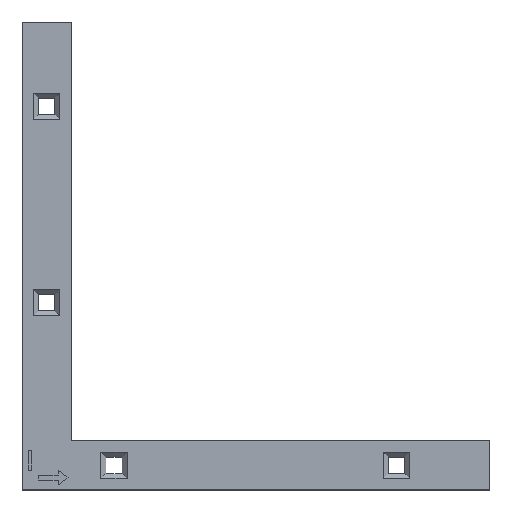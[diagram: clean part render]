
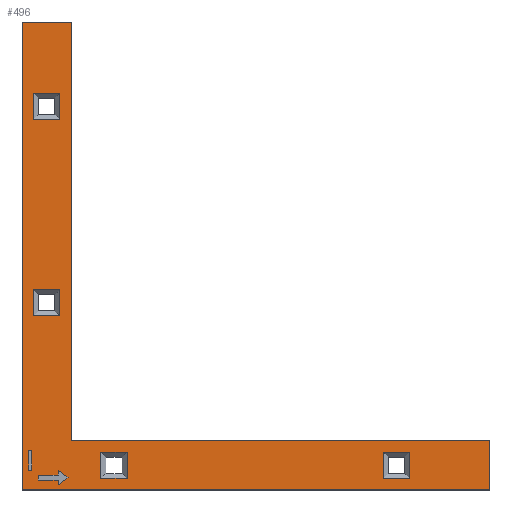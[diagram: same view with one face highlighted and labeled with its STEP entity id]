
A CAD part, top view. The second image highlights one B-rep face of the part: STEP entity #496.
In plain terms, the highlighted planar face has unit normal (0, 0, 1).
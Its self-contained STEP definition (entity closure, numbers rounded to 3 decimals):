
#58 = VERTEX_POINT('',#59);
#59 = CARTESIAN_POINT('',(0.,0.,15.));
#65 = EDGE_CURVE('',#58,#66,#68,.T.);
#66 = VERTEX_POINT('',#67);
#67 = CARTESIAN_POINT('',(0.,142.5,15.));
#68 = LINE('',#69,#70);
#69 = CARTESIAN_POINT('',(0.,0.,15.));
#70 = VECTOR('',#71,1.);
#71 = DIRECTION('',(0.,1.,0.));
#262 = VERTEX_POINT('',#263);
#263 = CARTESIAN_POINT('',(142.5,0.,15.));
#269 = EDGE_CURVE('',#262,#58,#270,.T.);
#270 = LINE('',#271,#272);
#271 = CARTESIAN_POINT('',(142.5,0.,15.));
#272 = VECTOR('',#273,1.);
#273 = DIRECTION('',(-1.,0.,0.));
#496 = ADVANCED_FACE('',(#497,#531,#565,#599,#657,#691,#725),#759,.F.);
#497 = FACE_BOUND('',#498,.F.);
#498 = EDGE_LOOP('',(#499,#500,#508,#516,#524,#530));
#499 = ORIENTED_EDGE('',*,*,#65,.T.);
#500 = ORIENTED_EDGE('',*,*,#501,.T.);
#501 = EDGE_CURVE('',#66,#502,#504,.T.);
#502 = VERTEX_POINT('',#503);
#503 = CARTESIAN_POINT('',(15.,142.5,15.));
#504 = LINE('',#505,#506);
#505 = CARTESIAN_POINT('',(0.,142.5,15.));
#506 = VECTOR('',#507,1.);
#507 = DIRECTION('',(1.,0.,0.));
#508 = ORIENTED_EDGE('',*,*,#509,.T.);
#509 = EDGE_CURVE('',#502,#510,#512,.T.);
#510 = VERTEX_POINT('',#511);
#511 = CARTESIAN_POINT('',(15.,15.,15.));
#512 = LINE('',#513,#514);
#513 = CARTESIAN_POINT('',(15.,142.5,15.));
#514 = VECTOR('',#515,1.);
#515 = DIRECTION('',(0.,-1.,0.));
#516 = ORIENTED_EDGE('',*,*,#517,.T.);
#517 = EDGE_CURVE('',#510,#518,#520,.T.);
#518 = VERTEX_POINT('',#519);
#519 = CARTESIAN_POINT('',(142.5,15.,15.));
#520 = LINE('',#521,#522);
#521 = CARTESIAN_POINT('',(15.,15.,15.));
#522 = VECTOR('',#523,1.);
#523 = DIRECTION('',(1.,0.,0.));
#524 = ORIENTED_EDGE('',*,*,#525,.F.);
#525 = EDGE_CURVE('',#262,#518,#526,.T.);
#526 = LINE('',#527,#528);
#527 = CARTESIAN_POINT('',(142.5,0.,15.));
#528 = VECTOR('',#529,1.);
#529 = DIRECTION('',(0.,1.,0.));
#530 = ORIENTED_EDGE('',*,*,#269,.T.);
#531 = FACE_BOUND('',#532,.F.);
#532 = EDGE_LOOP('',(#533,#543,#551,#559));
#533 = ORIENTED_EDGE('',*,*,#534,.F.);
#534 = EDGE_CURVE('',#535,#537,#539,.T.);
#535 = VERTEX_POINT('',#536);
#536 = CARTESIAN_POINT('',(118.,11.5,15.));
#537 = VERTEX_POINT('',#538);
#538 = CARTESIAN_POINT('',(118.,3.5,15.));
#539 = LINE('',#540,#541);
#540 = CARTESIAN_POINT('',(118.,10.,15.));
#541 = VECTOR('',#542,1.);
#542 = DIRECTION('',(0.,-1.,0.));
#543 = ORIENTED_EDGE('',*,*,#544,.F.);
#544 = EDGE_CURVE('',#545,#535,#547,.T.);
#545 = VERTEX_POINT('',#546);
#546 = CARTESIAN_POINT('',(110.,11.5,15.));
#547 = LINE('',#548,#549);
#548 = CARTESIAN_POINT('',(111.5,11.5,15.));
#549 = VECTOR('',#550,1.);
#550 = DIRECTION('',(1.,0.,0.));
#551 = ORIENTED_EDGE('',*,*,#552,.F.);
#552 = EDGE_CURVE('',#553,#545,#555,.T.);
#553 = VERTEX_POINT('',#554);
#554 = CARTESIAN_POINT('',(110.,3.5,15.));
#555 = LINE('',#556,#557);
#556 = CARTESIAN_POINT('',(110.,5.,15.));
#557 = VECTOR('',#558,1.);
#558 = DIRECTION('',(0.,1.,0.));
#559 = ORIENTED_EDGE('',*,*,#560,.F.);
#560 = EDGE_CURVE('',#537,#553,#561,.T.);
#561 = LINE('',#562,#563);
#562 = CARTESIAN_POINT('',(116.5,3.5,15.));
#563 = VECTOR('',#564,1.);
#564 = DIRECTION('',(-1.,0.,0.));
#565 = FACE_BOUND('',#566,.F.);
#566 = EDGE_LOOP('',(#567,#577,#585,#593));
#567 = ORIENTED_EDGE('',*,*,#568,.T.);
#568 = EDGE_CURVE('',#569,#571,#573,.T.);
#569 = VERTEX_POINT('',#570);
#570 = CARTESIAN_POINT('',(32.,11.5,15.));
#571 = VERTEX_POINT('',#572);
#572 = CARTESIAN_POINT('',(24.,11.5,15.));
#573 = LINE('',#574,#575);
#574 = CARTESIAN_POINT('',(30.5,11.5,15.));
#575 = VECTOR('',#576,1.);
#576 = DIRECTION('',(-1.,0.,0.));
#577 = ORIENTED_EDGE('',*,*,#578,.T.);
#578 = EDGE_CURVE('',#571,#579,#581,.T.);
#579 = VERTEX_POINT('',#580);
#580 = CARTESIAN_POINT('',(24.,3.5,15.));
#581 = LINE('',#582,#583);
#582 = CARTESIAN_POINT('',(24.,10.,15.));
#583 = VECTOR('',#584,1.);
#584 = DIRECTION('',(0.,-1.,0.));
#585 = ORIENTED_EDGE('',*,*,#586,.T.);
#586 = EDGE_CURVE('',#579,#587,#589,.T.);
#587 = VERTEX_POINT('',#588);
#588 = CARTESIAN_POINT('',(32.,3.5,15.));
#589 = LINE('',#590,#591);
#590 = CARTESIAN_POINT('',(25.5,3.5,15.));
#591 = VECTOR('',#592,1.);
#592 = DIRECTION('',(1.,0.,0.));
#593 = ORIENTED_EDGE('',*,*,#594,.T.);
#594 = EDGE_CURVE('',#587,#569,#595,.T.);
#595 = LINE('',#596,#597);
#596 = CARTESIAN_POINT('',(32.,5.,15.));
#597 = VECTOR('',#598,1.);
#598 = DIRECTION('',(0.,1.,0.));
#599 = FACE_BOUND('',#600,.F.);
#600 = EDGE_LOOP('',(#601,#611,#619,#627,#635,#643,#651));
#601 = ORIENTED_EDGE('',*,*,#602,.F.);
#602 = EDGE_CURVE('',#603,#605,#607,.T.);
#603 = VERTEX_POINT('',#604);
#604 = CARTESIAN_POINT('',(5.,4.5,15.));
#605 = VERTEX_POINT('',#606);
#606 = CARTESIAN_POINT('',(11.,4.5,15.));
#607 = LINE('',#608,#609);
#608 = CARTESIAN_POINT('',(5.,4.5,15.));
#609 = VECTOR('',#610,1.);
#610 = DIRECTION('',(1.,0.,0.));
#611 = ORIENTED_EDGE('',*,*,#612,.F.);
#612 = EDGE_CURVE('',#613,#603,#615,.T.);
#613 = VERTEX_POINT('',#614);
#614 = CARTESIAN_POINT('',(5.,3.,15.));
#615 = LINE('',#616,#617);
#616 = CARTESIAN_POINT('',(5.,3.,15.));
#617 = VECTOR('',#618,1.);
#618 = DIRECTION('',(0.,1.,0.));
#619 = ORIENTED_EDGE('',*,*,#620,.F.);
#620 = EDGE_CURVE('',#621,#613,#623,.T.);
#621 = VERTEX_POINT('',#622);
#622 = CARTESIAN_POINT('',(11.,3.,15.));
#623 = LINE('',#624,#625);
#624 = CARTESIAN_POINT('',(11.,3.,15.));
#625 = VECTOR('',#626,1.);
#626 = DIRECTION('',(-1.,0.,0.));
#627 = ORIENTED_EDGE('',*,*,#628,.F.);
#628 = EDGE_CURVE('',#629,#621,#631,.T.);
#629 = VERTEX_POINT('',#630);
#630 = CARTESIAN_POINT('',(11.,1.5,15.));
#631 = LINE('',#632,#633);
#632 = CARTESIAN_POINT('',(11.,1.5,15.));
#633 = VECTOR('',#634,1.);
#634 = DIRECTION('',(0.,1.,0.));
#635 = ORIENTED_EDGE('',*,*,#636,.F.);
#636 = EDGE_CURVE('',#637,#629,#639,.T.);
#637 = VERTEX_POINT('',#638);
#638 = CARTESIAN_POINT('',(14.,3.75,15.));
#639 = LINE('',#640,#641);
#640 = CARTESIAN_POINT('',(14.,3.75,15.));
#641 = VECTOR('',#642,1.);
#642 = DIRECTION('',(-0.8,-0.6,0.));
#643 = ORIENTED_EDGE('',*,*,#644,.F.);
#644 = EDGE_CURVE('',#645,#637,#647,.T.);
#645 = VERTEX_POINT('',#646);
#646 = CARTESIAN_POINT('',(11.,6.,15.));
#647 = LINE('',#648,#649);
#648 = CARTESIAN_POINT('',(11.,6.,15.));
#649 = VECTOR('',#650,1.);
#650 = DIRECTION('',(0.8,-0.6,0.));
#651 = ORIENTED_EDGE('',*,*,#652,.F.);
#652 = EDGE_CURVE('',#605,#645,#653,.T.);
#653 = LINE('',#654,#655);
#654 = CARTESIAN_POINT('',(11.,4.5,15.));
#655 = VECTOR('',#656,1.);
#656 = DIRECTION('',(0.,1.,0.));
#657 = FACE_BOUND('',#658,.F.);
#658 = EDGE_LOOP('',(#659,#669,#677,#685));
#659 = ORIENTED_EDGE('',*,*,#660,.T.);
#660 = EDGE_CURVE('',#661,#663,#665,.T.);
#661 = VERTEX_POINT('',#662);
#662 = CARTESIAN_POINT('',(2.,12.,15.));
#663 = VERTEX_POINT('',#664);
#664 = CARTESIAN_POINT('',(2.,6.,15.));
#665 = LINE('',#666,#667);
#666 = CARTESIAN_POINT('',(2.,12.,15.));
#667 = VECTOR('',#668,1.);
#668 = DIRECTION('',(0.,-1.,0.));
#669 = ORIENTED_EDGE('',*,*,#670,.T.);
#670 = EDGE_CURVE('',#663,#671,#673,.T.);
#671 = VERTEX_POINT('',#672);
#672 = CARTESIAN_POINT('',(3.,6.,15.));
#673 = LINE('',#674,#675);
#674 = CARTESIAN_POINT('',(2.,6.,15.));
#675 = VECTOR('',#676,1.);
#676 = DIRECTION('',(1.,0.,0.));
#677 = ORIENTED_EDGE('',*,*,#678,.T.);
#678 = EDGE_CURVE('',#671,#679,#681,.T.);
#679 = VERTEX_POINT('',#680);
#680 = CARTESIAN_POINT('',(3.,12.,15.));
#681 = LINE('',#682,#683);
#682 = CARTESIAN_POINT('',(3.,6.,15.));
#683 = VECTOR('',#684,1.);
#684 = DIRECTION('',(0.,1.,0.));
#685 = ORIENTED_EDGE('',*,*,#686,.T.);
#686 = EDGE_CURVE('',#679,#661,#687,.T.);
#687 = LINE('',#688,#689);
#688 = CARTESIAN_POINT('',(3.,12.,15.));
#689 = VECTOR('',#690,1.);
#690 = DIRECTION('',(-1.,0.,0.));
#691 = FACE_BOUND('',#692,.F.);
#692 = EDGE_LOOP('',(#693,#703,#711,#719));
#693 = ORIENTED_EDGE('',*,*,#694,.F.);
#694 = EDGE_CURVE('',#695,#697,#699,.T.);
#695 = VERTEX_POINT('',#696);
#696 = CARTESIAN_POINT('',(3.5,61.,15.));
#697 = VERTEX_POINT('',#698);
#698 = CARTESIAN_POINT('',(11.5,61.,15.));
#699 = LINE('',#700,#701);
#700 = CARTESIAN_POINT('',(5.,61.,15.));
#701 = VECTOR('',#702,1.);
#702 = DIRECTION('',(1.,0.,0.));
#703 = ORIENTED_EDGE('',*,*,#704,.F.);
#704 = EDGE_CURVE('',#705,#695,#707,.T.);
#705 = VERTEX_POINT('',#706);
#706 = CARTESIAN_POINT('',(3.5,53.,15.));
#707 = LINE('',#708,#709);
#708 = CARTESIAN_POINT('',(3.5,54.5,15.));
#709 = VECTOR('',#710,1.);
#710 = DIRECTION('',(0.,1.,0.));
#711 = ORIENTED_EDGE('',*,*,#712,.F.);
#712 = EDGE_CURVE('',#713,#705,#715,.T.);
#713 = VERTEX_POINT('',#714);
#714 = CARTESIAN_POINT('',(11.5,53.,15.));
#715 = LINE('',#716,#717);
#716 = CARTESIAN_POINT('',(10.,53.,15.));
#717 = VECTOR('',#718,1.);
#718 = DIRECTION('',(-1.,0.,0.));
#719 = ORIENTED_EDGE('',*,*,#720,.F.);
#720 = EDGE_CURVE('',#697,#713,#721,.T.);
#721 = LINE('',#722,#723);
#722 = CARTESIAN_POINT('',(11.5,59.5,15.));
#723 = VECTOR('',#724,1.);
#724 = DIRECTION('',(0.,-1.,0.));
#725 = FACE_BOUND('',#726,.F.);
#726 = EDGE_LOOP('',(#727,#737,#745,#753));
#727 = ORIENTED_EDGE('',*,*,#728,.F.);
#728 = EDGE_CURVE('',#729,#731,#733,.T.);
#729 = VERTEX_POINT('',#730);
#730 = CARTESIAN_POINT('',(11.5,112.85,15.));
#731 = VERTEX_POINT('',#732);
#732 = CARTESIAN_POINT('',(3.5,112.85,15.));
#733 = LINE('',#734,#735);
#734 = CARTESIAN_POINT('',(10.,112.85,15.));
#735 = VECTOR('',#736,1.);
#736 = DIRECTION('',(-1.,0.,0.));
#737 = ORIENTED_EDGE('',*,*,#738,.F.);
#738 = EDGE_CURVE('',#739,#729,#741,.T.);
#739 = VERTEX_POINT('',#740);
#740 = CARTESIAN_POINT('',(11.5,120.85,15.));
#741 = LINE('',#742,#743);
#742 = CARTESIAN_POINT('',(11.5,119.35,15.));
#743 = VECTOR('',#744,1.);
#744 = DIRECTION('',(0.,-1.,0.));
#745 = ORIENTED_EDGE('',*,*,#746,.F.);
#746 = EDGE_CURVE('',#747,#739,#749,.T.);
#747 = VERTEX_POINT('',#748);
#748 = CARTESIAN_POINT('',(3.5,120.85,15.));
#749 = LINE('',#750,#751);
#750 = CARTESIAN_POINT('',(5.,120.85,15.));
#751 = VECTOR('',#752,1.);
#752 = DIRECTION('',(1.,0.,0.));
#753 = ORIENTED_EDGE('',*,*,#754,.F.);
#754 = EDGE_CURVE('',#731,#747,#755,.T.);
#755 = LINE('',#756,#757);
#756 = CARTESIAN_POINT('',(3.5,114.35,15.));
#757 = VECTOR('',#758,1.);
#758 = DIRECTION('',(0.,1.,0.));
#759 = PLANE('',#760);
#760 = AXIS2_PLACEMENT_3D('',#761,#762,#763);
#761 = CARTESIAN_POINT('',(42.73,42.73,15.));
#762 = DIRECTION('',(-0.,-0.,-1.));
#763 = DIRECTION('',(-1.,0.,0.));
